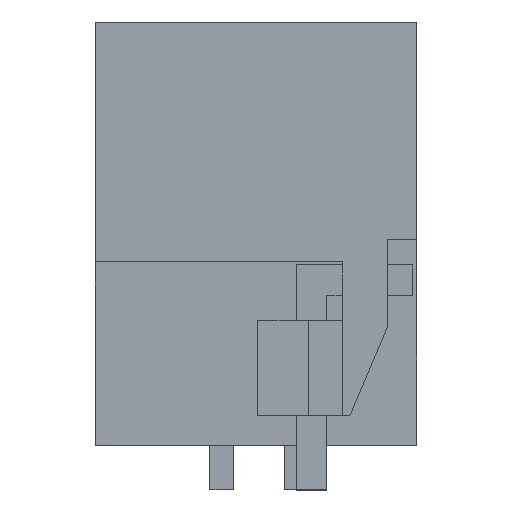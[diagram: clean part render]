
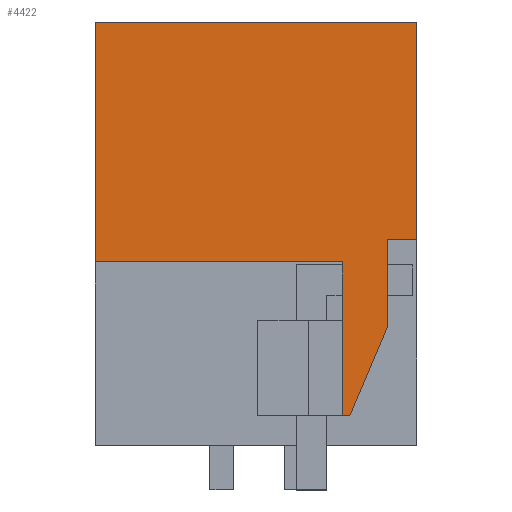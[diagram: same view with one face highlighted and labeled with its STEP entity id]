
A CAD part, left-side view. The second image highlights one B-rep face of the part: STEP entity #4422.
In plain terms, the highlighted planar face has unit normal (-1, 0, 0).
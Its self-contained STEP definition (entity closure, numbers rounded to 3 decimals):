
#4369=AXIS2_PLACEMENT_3D('Plane Axis2P3D',#4366,#4367,#4368) ;
#183=CARTESIAN_POINT('Vertex',(0.,10.8,15.7)) ;
#186=CARTESIAN_POINT('Line Origine',(0.,5.4,15.7)) ;
#190=CARTESIAN_POINT('Vertex',(0.,0.,15.7)) ;
#2109=CARTESIAN_POINT('Line Origine',(0.,0.,12.05)) ;
#2113=CARTESIAN_POINT('Vertex',(0.,0.,8.4)) ;
#2864=CARTESIAN_POINT('Vertex',(0.,10.8,7.65)) ;
#2867=CARTESIAN_POINT('Line Origine',(0.,10.8,11.675)) ;
#4366=CARTESIAN_POINT('Axis2P3D Location',(0.,10.8,-2.)) ;
#4371=CARTESIAN_POINT('Line Origine',(0.,6.65,7.65)) ;
#4375=CARTESIAN_POINT('Vertex',(0.,2.5,7.65)) ;
#4378=CARTESIAN_POINT('Line Origine',(0.,2.5,5.075)) ;
#4382=CARTESIAN_POINT('Vertex',(0.,2.5,2.5)) ;
#4385=CARTESIAN_POINT('Line Origine',(0.,2.375,2.5)) ;
#4389=CARTESIAN_POINT('Vertex',(0.,2.25,2.5)) ;
#4392=CARTESIAN_POINT('Line Origine',(0.,1.623,3.979)) ;
#4396=CARTESIAN_POINT('Vertex',(0.,0.997,5.458)) ;
#4399=CARTESIAN_POINT('Line Origine',(0.,0.997,6.929)) ;
#4403=CARTESIAN_POINT('Vertex',(0.,0.997,8.4)) ;
#4406=CARTESIAN_POINT('Line Origine',(0.,0.498,8.4)) ;
#187=DIRECTION('Vector Direction',(0.,-1.,0.)) ;
#2110=DIRECTION('Vector Direction',(0.,0.,1.)) ;
#2868=DIRECTION('Vector Direction',(0.,0.,1.)) ;
#4367=DIRECTION('Axis2P3D Direction',(-1.,0.,0.)) ;
#4368=DIRECTION('Axis2P3D XDirection',(0.,-1.,0.)) ;
#4372=DIRECTION('Vector Direction',(0.,1.,0.)) ;
#4379=DIRECTION('Vector Direction',(0.,0.,1.)) ;
#4386=DIRECTION('Vector Direction',(0.,-1.,0.)) ;
#4393=DIRECTION('Vector Direction',(0.,0.39,-0.921)) ;
#4400=DIRECTION('Vector Direction',(0.,0.,1.)) ;
#4407=DIRECTION('Vector Direction',(0.,-1.,0.)) ;
#188=VECTOR('Line Direction',#187,1.) ;
#2111=VECTOR('Line Direction',#2110,1.) ;
#2869=VECTOR('Line Direction',#2868,1.) ;
#4373=VECTOR('Line Direction',#4372,1.) ;
#4380=VECTOR('Line Direction',#4379,1.) ;
#4387=VECTOR('Line Direction',#4386,1.) ;
#4394=VECTOR('Line Direction',#4393,1.) ;
#4401=VECTOR('Line Direction',#4400,1.) ;
#4408=VECTOR('Line Direction',#4407,1.) ;
#4412=ORIENTED_EDGE('',*,*,#2115,.T.) ;
#4413=ORIENTED_EDGE('',*,*,#192,.T.) ;
#4414=ORIENTED_EDGE('',*,*,#2871,.T.) ;
#4415=ORIENTED_EDGE('',*,*,#4377,.F.) ;
#4416=ORIENTED_EDGE('',*,*,#4384,.F.) ;
#4417=ORIENTED_EDGE('',*,*,#4391,.F.) ;
#4418=ORIENTED_EDGE('',*,*,#4398,.F.) ;
#4419=ORIENTED_EDGE('',*,*,#4405,.F.) ;
#4420=ORIENTED_EDGE('',*,*,#4410,.F.) ;
#4422=ADVANCED_FACE('HOUSING',(#4421),#4370,.T.) ;
#192=EDGE_CURVE('',#191,#184,#189,.F.) ;
#2115=EDGE_CURVE('',#2114,#191,#2112,.T.) ;
#2871=EDGE_CURVE('',#184,#2865,#2870,.F.) ;
#4377=EDGE_CURVE('',#4376,#2865,#4374,.T.) ;
#4384=EDGE_CURVE('',#4383,#4376,#4381,.T.) ;
#4391=EDGE_CURVE('',#4390,#4383,#4388,.F.) ;
#4398=EDGE_CURVE('',#4397,#4390,#4395,.T.) ;
#4405=EDGE_CURVE('',#4404,#4397,#4402,.F.) ;
#4410=EDGE_CURVE('',#2114,#4404,#4409,.F.) ;
#4411=EDGE_LOOP('',(#4412,#4413,#4414,#4415,#4416,#4417,#4418,#4419,#4420)) ;
#4421=FACE_OUTER_BOUND('',#4411,.T.) ;
#189=LINE('Line',#186,#188) ;
#2112=LINE('Line',#2109,#2111) ;
#2870=LINE('Line',#2867,#2869) ;
#4374=LINE('Line',#4371,#4373) ;
#4381=LINE('Line',#4378,#4380) ;
#4388=LINE('Line',#4385,#4387) ;
#4395=LINE('Line',#4392,#4394) ;
#4402=LINE('Line',#4399,#4401) ;
#4409=LINE('Line',#4406,#4408) ;
#4370=PLANE('',#4369) ;
#184=VERTEX_POINT('',#183) ;
#191=VERTEX_POINT('',#190) ;
#2114=VERTEX_POINT('',#2113) ;
#2865=VERTEX_POINT('',#2864) ;
#4376=VERTEX_POINT('',#4375) ;
#4383=VERTEX_POINT('',#4382) ;
#4390=VERTEX_POINT('',#4389) ;
#4397=VERTEX_POINT('',#4396) ;
#4404=VERTEX_POINT('',#4403) ;
